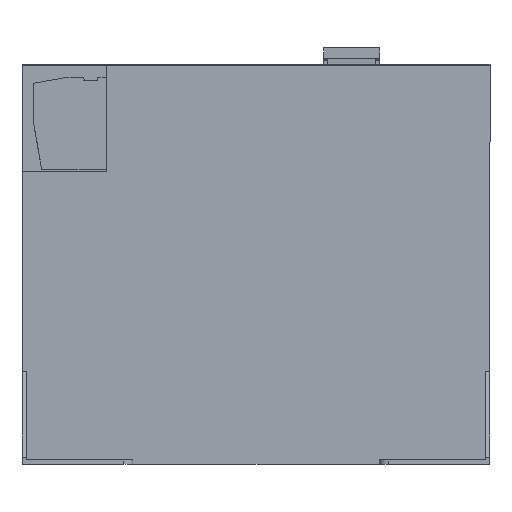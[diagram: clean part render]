
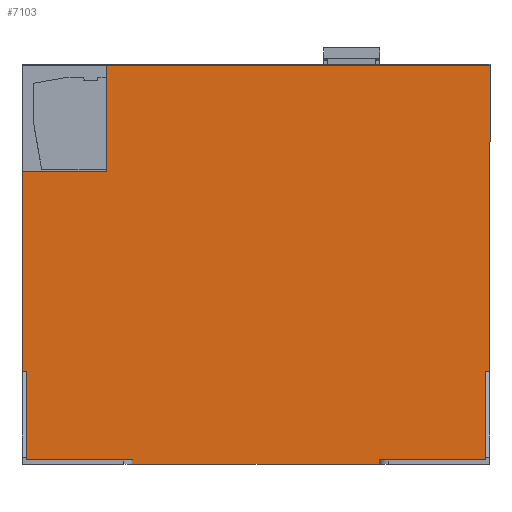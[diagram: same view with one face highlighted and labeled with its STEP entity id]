
A CAD part, left-side view. The second image highlights one B-rep face of the part: STEP entity #7103.
In plain terms, the highlighted planar face has unit normal (-1, 0, 0).
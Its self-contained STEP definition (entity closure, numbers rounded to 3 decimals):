
#7044=AXIS2_PLACEMENT_3D('Plane Axis2P3D',#7041,#7042,#7043) ;
#5416=CARTESIAN_POINT('Vertex',(13.5,120.8,1.5)) ;
#5419=CARTESIAN_POINT('Line Origine',(13.5,125.3,1.5)) ;
#5423=CARTESIAN_POINT('Vertex',(13.5,129.8,1.5)) ;
#5426=CARTESIAN_POINT('Line Origine',(13.5,142.8,1.5)) ;
#5430=CARTESIAN_POINT('Vertex',(13.5,155.8,1.5)) ;
#5433=CARTESIAN_POINT('Line Origine',(13.5,156.3,1.5)) ;
#5437=CARTESIAN_POINT('Vertex',(13.5,156.8,1.5)) ;
#5504=CARTESIAN_POINT('Line Origine',(13.5,156.8,68.86)) ;
#5508=CARTESIAN_POINT('Vertex',(13.5,156.8,31.3)) ;
#5528=CARTESIAN_POINT('Line Origine',(13.5,157.55,31.3)) ;
#5532=CARTESIAN_POINT('Vertex',(13.5,158.3,31.3)) ;
#5560=CARTESIAN_POINT('Line Origine',(13.5,144.05,99.)) ;
#5564=CARTESIAN_POINT('Vertex',(13.5,129.8,99.)) ;
#5566=CARTESIAN_POINT('Vertex',(13.5,158.3,99.)) ;
#5592=CARTESIAN_POINT('Line Origine',(13.5,129.8,117.)) ;
#5596=CARTESIAN_POINT('Vertex',(13.5,129.8,135.)) ;
#6204=CARTESIAN_POINT('Line Origine',(13.5,64.9,135.)) ;
#6208=CARTESIAN_POINT('Vertex',(13.5,0.,135.)) ;
#6637=CARTESIAN_POINT('Line Origine',(13.5,120.8,0.75)) ;
#6641=CARTESIAN_POINT('Vertex',(13.5,120.8,0.)) ;
#6728=CARTESIAN_POINT('Line Origine',(13.5,158.3,65.15)) ;
#7009=CARTESIAN_POINT('Vertex',(13.5,37.5,0.)) ;
#7025=CARTESIAN_POINT('Vertex',(13.5,37.5,1.5)) ;
#7028=CARTESIAN_POINT('Line Origine',(13.5,37.5,0.75)) ;
#7041=CARTESIAN_POINT('Axis2P3D Location',(13.5,79.15,1.5)) ;
#7046=CARTESIAN_POINT('Line Origine',(13.5,79.15,0.)) ;
#7051=CARTESIAN_POINT('Line Origine',(13.5,20.,1.5)) ;
#7055=CARTESIAN_POINT('Vertex',(13.5,2.5,1.5)) ;
#7058=CARTESIAN_POINT('Line Origine',(13.5,2.,1.5)) ;
#7062=CARTESIAN_POINT('Vertex',(13.5,1.5,1.5)) ;
#7065=CARTESIAN_POINT('Line Origine',(13.5,1.5,16.4)) ;
#7069=CARTESIAN_POINT('Vertex',(13.5,1.5,31.3)) ;
#7072=CARTESIAN_POINT('Line Origine',(13.5,0.75,31.3)) ;
#7076=CARTESIAN_POINT('Vertex',(13.5,0.,31.3)) ;
#7079=CARTESIAN_POINT('Line Origine',(13.5,0.,83.15)) ;
#5420=DIRECTION('Vector Direction',(0.,-1.,0.)) ;
#5427=DIRECTION('Vector Direction',(0.,1.,0.)) ;
#5434=DIRECTION('Vector Direction',(0.,1.,0.)) ;
#5505=DIRECTION('Vector Direction',(0.,0.,1.)) ;
#5529=DIRECTION('Vector Direction',(0.,-1.,0.)) ;
#5561=DIRECTION('Vector Direction',(0.,-1.,0.)) ;
#5593=DIRECTION('Vector Direction',(0.,0.,-1.)) ;
#6205=DIRECTION('Vector Direction',(0.,1.,0.)) ;
#6638=DIRECTION('Vector Direction',(0.,0.,-1.)) ;
#6729=DIRECTION('Vector Direction',(0.,0.,-1.)) ;
#7029=DIRECTION('Vector Direction',(0.,0.,-1.)) ;
#7042=DIRECTION('Axis2P3D Direction',(-1.,0.,0.)) ;
#7043=DIRECTION('Axis2P3D XDirection',(0.,-1.,0.)) ;
#7047=DIRECTION('Vector Direction',(0.,-1.,0.)) ;
#7052=DIRECTION('Vector Direction',(0.,-1.,0.)) ;
#7059=DIRECTION('Vector Direction',(0.,1.,0.)) ;
#7066=DIRECTION('Vector Direction',(0.,0.,1.)) ;
#7073=DIRECTION('Vector Direction',(0.,1.,0.)) ;
#7080=DIRECTION('Vector Direction',(0.,0.,-1.)) ;
#5421=VECTOR('Line Direction',#5420,1.) ;
#5428=VECTOR('Line Direction',#5427,1.) ;
#5435=VECTOR('Line Direction',#5434,1.) ;
#5506=VECTOR('Line Direction',#5505,1.) ;
#5530=VECTOR('Line Direction',#5529,1.) ;
#5562=VECTOR('Line Direction',#5561,1.) ;
#5594=VECTOR('Line Direction',#5593,1.) ;
#6206=VECTOR('Line Direction',#6205,1.) ;
#6639=VECTOR('Line Direction',#6638,1.) ;
#6730=VECTOR('Line Direction',#6729,1.) ;
#7030=VECTOR('Line Direction',#7029,1.) ;
#7048=VECTOR('Line Direction',#7047,1.) ;
#7053=VECTOR('Line Direction',#7052,1.) ;
#7060=VECTOR('Line Direction',#7059,1.) ;
#7067=VECTOR('Line Direction',#7066,1.) ;
#7074=VECTOR('Line Direction',#7073,1.) ;
#7081=VECTOR('Line Direction',#7080,1.) ;
#7085=ORIENTED_EDGE('',*,*,#6210,.F.) ;
#7086=ORIENTED_EDGE('',*,*,#5598,.T.) ;
#7087=ORIENTED_EDGE('',*,*,#5568,.T.) ;
#7088=ORIENTED_EDGE('',*,*,#6732,.T.) ;
#7089=ORIENTED_EDGE('',*,*,#5534,.T.) ;
#7090=ORIENTED_EDGE('',*,*,#5510,.F.) ;
#7091=ORIENTED_EDGE('',*,*,#5439,.F.) ;
#7092=ORIENTED_EDGE('',*,*,#5432,.F.) ;
#7093=ORIENTED_EDGE('',*,*,#5425,.F.) ;
#7094=ORIENTED_EDGE('',*,*,#6643,.T.) ;
#7095=ORIENTED_EDGE('',*,*,#7050,.T.) ;
#7096=ORIENTED_EDGE('',*,*,#7032,.F.) ;
#7097=ORIENTED_EDGE('',*,*,#7057,.F.) ;
#7098=ORIENTED_EDGE('',*,*,#7064,.F.) ;
#7099=ORIENTED_EDGE('',*,*,#7071,.T.) ;
#7100=ORIENTED_EDGE('',*,*,#7078,.F.) ;
#7101=ORIENTED_EDGE('',*,*,#7083,.F.) ;
#7103=ADVANCED_FACE('BATTERIE',(#7102),#7045,.T.) ;
#5425=EDGE_CURVE('',#5417,#5424,#5422,.F.) ;
#5432=EDGE_CURVE('',#5424,#5431,#5429,.T.) ;
#5439=EDGE_CURVE('',#5431,#5438,#5436,.T.) ;
#5510=EDGE_CURVE('',#5438,#5509,#5507,.T.) ;
#5534=EDGE_CURVE('',#5533,#5509,#5531,.T.) ;
#5568=EDGE_CURVE('',#5565,#5567,#5563,.F.) ;
#5598=EDGE_CURVE('',#5597,#5565,#5595,.T.) ;
#6210=EDGE_CURVE('',#5597,#6209,#6207,.F.) ;
#6643=EDGE_CURVE('',#5417,#6642,#6640,.T.) ;
#6732=EDGE_CURVE('',#5567,#5533,#6731,.T.) ;
#7032=EDGE_CURVE('',#7026,#7010,#7031,.T.) ;
#7050=EDGE_CURVE('',#6642,#7010,#7049,.T.) ;
#7057=EDGE_CURVE('',#7056,#7026,#7054,.F.) ;
#7064=EDGE_CURVE('',#7063,#7056,#7061,.T.) ;
#7071=EDGE_CURVE('',#7063,#7070,#7068,.T.) ;
#7078=EDGE_CURVE('',#7077,#7070,#7075,.T.) ;
#7083=EDGE_CURVE('',#6209,#7077,#7082,.T.) ;
#7084=EDGE_LOOP('',(#7085,#7086,#7087,#7088,#7089,#7090,#7091,#7092,#7093,#7094,#7095,#7096,#7097,#7098,#7099,#7100,#7101)) ;
#7102=FACE_OUTER_BOUND('',#7084,.T.) ;
#5422=LINE('Line',#5419,#5421) ;
#5429=LINE('Line',#5426,#5428) ;
#5436=LINE('Line',#5433,#5435) ;
#5507=LINE('Line',#5504,#5506) ;
#5531=LINE('Line',#5528,#5530) ;
#5563=LINE('Line',#5560,#5562) ;
#5595=LINE('Line',#5592,#5594) ;
#6207=LINE('Line',#6204,#6206) ;
#6640=LINE('Line',#6637,#6639) ;
#6731=LINE('Line',#6728,#6730) ;
#7031=LINE('Line',#7028,#7030) ;
#7049=LINE('Line',#7046,#7048) ;
#7054=LINE('Line',#7051,#7053) ;
#7061=LINE('Line',#7058,#7060) ;
#7068=LINE('Line',#7065,#7067) ;
#7075=LINE('Line',#7072,#7074) ;
#7082=LINE('Line',#7079,#7081) ;
#7045=PLANE('',#7044) ;
#5417=VERTEX_POINT('',#5416) ;
#5424=VERTEX_POINT('',#5423) ;
#5431=VERTEX_POINT('',#5430) ;
#5438=VERTEX_POINT('',#5437) ;
#5509=VERTEX_POINT('',#5508) ;
#5533=VERTEX_POINT('',#5532) ;
#5565=VERTEX_POINT('',#5564) ;
#5567=VERTEX_POINT('',#5566) ;
#5597=VERTEX_POINT('',#5596) ;
#6209=VERTEX_POINT('',#6208) ;
#6642=VERTEX_POINT('',#6641) ;
#7010=VERTEX_POINT('',#7009) ;
#7026=VERTEX_POINT('',#7025) ;
#7056=VERTEX_POINT('',#7055) ;
#7063=VERTEX_POINT('',#7062) ;
#7070=VERTEX_POINT('',#7069) ;
#7077=VERTEX_POINT('',#7076) ;
